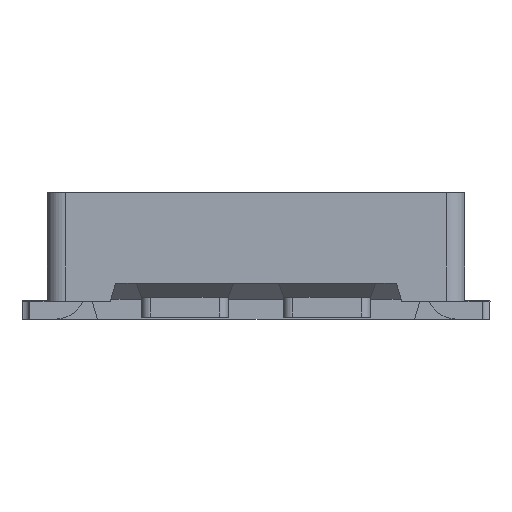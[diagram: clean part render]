
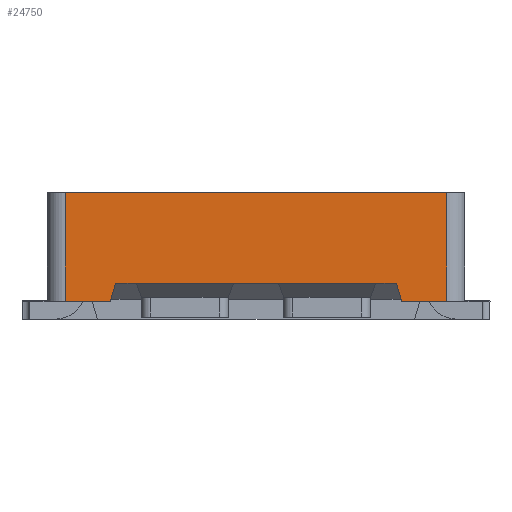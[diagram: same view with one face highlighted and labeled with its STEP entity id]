
A CAD part, front view. The second image highlights one B-rep face of the part: STEP entity #24750.
In plain terms, the highlighted planar face has unit normal (0, -1, 0).
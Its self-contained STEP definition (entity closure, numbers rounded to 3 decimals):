
#1640=CARTESIAN_POINT('',(1.035,-16.2,0.2));
#1650=VERTEX_POINT('',#1640);
#6210=CARTESIAN_POINT('',(2.22,-16.2,0.7));
#6220=VERTEX_POINT('',#6210);
#6250=CARTESIAN_POINT('',(0.,-16.2,0.7));
#6260=DIRECTION('',(-1.,-0.,-0.));
#6270=VECTOR('',#6260,1.);
#6280=LINE('',#6250,#6270);
#6290=CARTESIAN_POINT('',(0.1,-16.2,0.7));
#6300=VERTEX_POINT('',#6290);
#6310=EDGE_CURVE('',#6220,#6300,#6280,.T.);
#7100=CARTESIAN_POINT('',(0.1,-16.2,0.1));
#7110=VERTEX_POINT('',#7100);
#7140=CARTESIAN_POINT('',(0.,-16.2,0.1));
#7150=DIRECTION('',(-1.,-0.,0.));
#7160=VECTOR('',#7150,1.);
#7170=LINE('',#7140,#7160);
#7180=CARTESIAN_POINT('',(0.35,-16.2,0.1));
#7190=VERTEX_POINT('',#7180);
#7200=EDGE_CURVE('',#7190,#7110,#7170,.T.);
#23920=CARTESIAN_POINT('',(0.079,-16.2,0.706));
#23930=DIRECTION('',(0.,-1.,0.));
#23940=DIRECTION('',(-1.,-0.,0.));
#23950=AXIS2_PLACEMENT_3D('',#23920,#23930,#23940);
#23960=PLANE('',#23950);
#23970=CARTESIAN_POINT('',(0.32,-16.2,0.));
#23980=DIRECTION('',(0.287,0.,0.958));
#23990=VECTOR('',#23980,1.);
#24000=LINE('',#23970,#23990);
#24010=CARTESIAN_POINT('',(0.38,-16.2,0.2));
#24020=VERTEX_POINT('',#24010);
#24030=EDGE_CURVE('',#7190,#24020,#24000,.T.);
#24040=ORIENTED_EDGE('',*,*,#24030,.T.);
#24050=ORIENTED_EDGE('',*,*,#7200,.F.);
#24060=CARTESIAN_POINT('',(0.1,-16.2,0.1));
#24070=DIRECTION('',(0.,0.,1.));
#24080=VECTOR('',#24070,1.);
#24090=LINE('',#24060,#24080);
#24100=EDGE_CURVE('',#7110,#6300,#24090,.T.);
#24110=ORIENTED_EDGE('',*,*,#24100,.F.);
#24120=ORIENTED_EDGE('',*,*,#6310,.T.);
#24130=CARTESIAN_POINT('',(2.22,-16.2,0.1));
#24140=DIRECTION('',(0.,0.,1.));
#24150=VECTOR('',#24140,1.);
#24160=LINE('',#24130,#24150);
#24170=CARTESIAN_POINT('',(2.22,-16.2,0.1));
#24180=VERTEX_POINT('',#24170);
#24190=EDGE_CURVE('',#24180,#6220,#24160,.T.);
#24200=ORIENTED_EDGE('',*,*,#24190,.T.);
#24210=CARTESIAN_POINT('',(0.,-16.2,0.1));
#24220=DIRECTION('',(1.,0.,0.));
#24230=VECTOR('',#24220,1.);
#24240=LINE('',#24210,#24230);
#24250=CARTESIAN_POINT('',(1.97,-16.2,0.1));
#24260=VERTEX_POINT('',#24250);
#24270=EDGE_CURVE('',#24260,#24180,#24240,.T.);
#24280=ORIENTED_EDGE('',*,*,#24270,.T.);
#24290=CARTESIAN_POINT('',(2.,-16.2,0.));
#24300=DIRECTION('',(-0.287,-0.,0.958));
#24310=VECTOR('',#24300,1.);
#24320=LINE('',#24290,#24310);
#24330=CARTESIAN_POINT('',(1.94,-16.2,0.2));
#24340=VERTEX_POINT('',#24330);
#24350=EDGE_CURVE('',#24260,#24340,#24320,.T.);
#24360=ORIENTED_EDGE('',*,*,#24350,.F.);
#24370=CARTESIAN_POINT('',(0.,-16.2,0.2));
#24380=DIRECTION('',(-1.,-0.,-0.));
#24390=VECTOR('',#24380,1.);
#24400=LINE('',#24370,#24390);
#24410=CARTESIAN_POINT('',(1.825,-16.2,0.2));
#24420=VERTEX_POINT('',#24410);
#24430=EDGE_CURVE('',#24340,#24420,#24400,.T.);
#24440=ORIENTED_EDGE('',*,*,#24430,.F.);
#24450=CARTESIAN_POINT('',(0.,-16.2,0.2));
#24460=DIRECTION('',(-1.,-0.,-0.));
#24470=VECTOR('',#24460,1.);
#24480=LINE('',#24450,#24470);
#24490=CARTESIAN_POINT('',(1.285,-16.2,0.2));
#24500=VERTEX_POINT('',#24490);
#24510=EDGE_CURVE('',#24420,#24500,#24480,.T.);
#24520=ORIENTED_EDGE('',*,*,#24510,.F.);
#24530=CARTESIAN_POINT('',(0.,-16.2,0.2));
#24540=DIRECTION('',(1.,0.,0.));
#24550=VECTOR('',#24540,1.);
#24560=LINE('',#24530,#24550);
#24570=EDGE_CURVE('',#1650,#24500,#24560,.T.);
#24580=ORIENTED_EDGE('',*,*,#24570,.T.);
#24590=CARTESIAN_POINT('',(0.,-16.2,0.2));
#24600=DIRECTION('',(1.,0.,0.));
#24610=VECTOR('',#24600,1.);
#24620=LINE('',#24590,#24610);
#24630=CARTESIAN_POINT('',(0.495,-16.2,0.2));
#24640=VERTEX_POINT('',#24630);
#24650=EDGE_CURVE('',#24640,#1650,#24620,.T.);
#24660=ORIENTED_EDGE('',*,*,#24650,.T.);
#24670=CARTESIAN_POINT('',(0.,-16.2,0.2));
#24680=DIRECTION('',(1.,0.,0.));
#24690=VECTOR('',#24680,1.);
#24700=LINE('',#24670,#24690);
#24710=EDGE_CURVE('',#24020,#24640,#24700,.T.);
#24720=ORIENTED_EDGE('',*,*,#24710,.T.);
#24730=EDGE_LOOP('',(#24720,#24660,#24580,#24520,#24440,#24360,#24280,
#24200,#24120,#24110,#24050,#24040));
#24740=FACE_OUTER_BOUND('',#24730,.T.);
#24750=ADVANCED_FACE('',(#24740),#23960,.T.);
